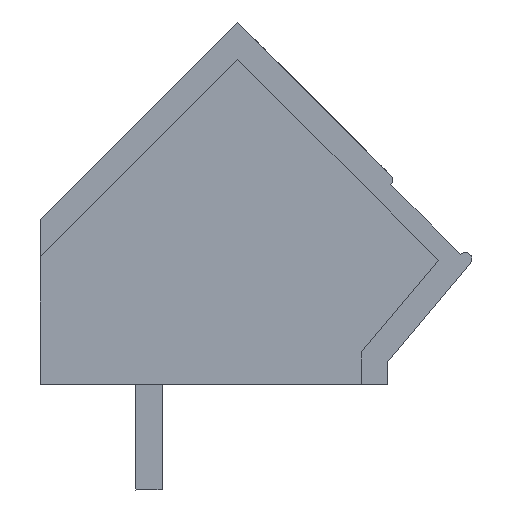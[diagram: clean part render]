
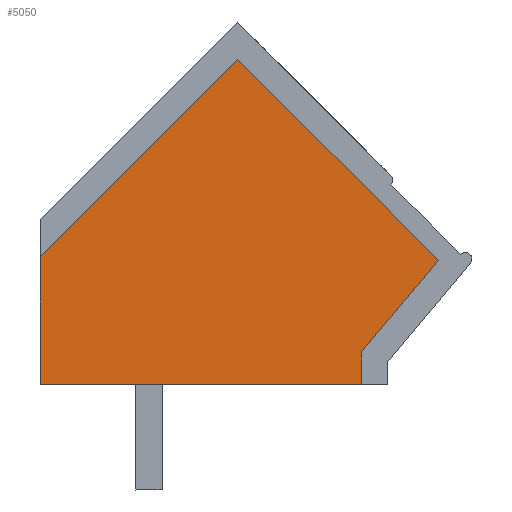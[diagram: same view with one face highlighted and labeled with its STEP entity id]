
A CAD part, left-side view. The second image highlights one B-rep face of the part: STEP entity #5050.
In plain terms, the highlighted planar face has unit normal (-1, 0, 0).
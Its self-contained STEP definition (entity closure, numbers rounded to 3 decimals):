
#5040=AXIS2_PLACEMENT_3D('Plane Axis2P3D',#5037,#5038,#5039) ;
#608=CARTESIAN_POINT('Vertex',(0.3,3.346,3.2)) ;
#611=CARTESIAN_POINT('Line Origine',(0.3,8.223,3.2)) ;
#615=CARTESIAN_POINT('Vertex',(0.3,13.1,3.2)) ;
#2410=CARTESIAN_POINT('Line Origine',(0.3,13.1,5.139)) ;
#2414=CARTESIAN_POINT('Vertex',(0.3,13.1,7.078)) ;
#2492=CARTESIAN_POINT('Line Origine',(0.3,10.105,10.073)) ;
#2496=CARTESIAN_POINT('Vertex',(0.3,7.11,13.069)) ;
#2517=CARTESIAN_POINT('Line Origine',(0.3,4.061,10.02)) ;
#2521=CARTESIAN_POINT('Vertex',(0.3,1.013,6.972)) ;
#2542=CARTESIAN_POINT('Line Origine',(0.3,2.18,5.582)) ;
#2546=CARTESIAN_POINT('Vertex',(0.3,3.346,4.191)) ;
#2567=CARTESIAN_POINT('Line Origine',(0.3,3.346,3.696)) ;
#5037=CARTESIAN_POINT('Axis2P3D Location',(0.3,4.168,11.258)) ;
#612=DIRECTION('Vector Direction',(0.,-1.,0.)) ;
#2411=DIRECTION('Vector Direction',(0.,0.,-1.)) ;
#2493=DIRECTION('Vector Direction',(0.,-0.707,0.707)) ;
#2518=DIRECTION('Vector Direction',(0.,-0.707,-0.707)) ;
#2543=DIRECTION('Vector Direction',(0.,0.643,-0.766)) ;
#2568=DIRECTION('Vector Direction',(0.,0.,-1.)) ;
#5038=DIRECTION('Axis2P3D Direction',(-1.,-0.,0.)) ;
#5039=DIRECTION('Axis2P3D XDirection',(0.,-0.707,-0.707)) ;
#613=VECTOR('Line Direction',#612,1.) ;
#2412=VECTOR('Line Direction',#2411,1.) ;
#2494=VECTOR('Line Direction',#2493,1.) ;
#2519=VECTOR('Line Direction',#2518,1.) ;
#2544=VECTOR('Line Direction',#2543,1.) ;
#2569=VECTOR('Line Direction',#2568,1.) ;
#5043=ORIENTED_EDGE('',*,*,#2498,.F.) ;
#5044=ORIENTED_EDGE('',*,*,#2416,.T.) ;
#5045=ORIENTED_EDGE('',*,*,#617,.T.) ;
#5046=ORIENTED_EDGE('',*,*,#2571,.F.) ;
#5047=ORIENTED_EDGE('',*,*,#2548,.F.) ;
#5048=ORIENTED_EDGE('',*,*,#2523,.F.) ;
#5050=ADVANCED_FACE('HOUSING',(#5049),#5041,.T.) ;
#617=EDGE_CURVE('',#616,#609,#614,.T.) ;
#2416=EDGE_CURVE('',#2415,#616,#2413,.T.) ;
#2498=EDGE_CURVE('',#2415,#2497,#2495,.T.) ;
#2523=EDGE_CURVE('',#2497,#2522,#2520,.T.) ;
#2548=EDGE_CURVE('',#2522,#2547,#2545,.T.) ;
#2571=EDGE_CURVE('',#2547,#609,#2570,.T.) ;
#5042=EDGE_LOOP('',(#5043,#5044,#5045,#5046,#5047,#5048)) ;
#5049=FACE_OUTER_BOUND('',#5042,.T.) ;
#614=LINE('Line',#611,#613) ;
#2413=LINE('Line',#2410,#2412) ;
#2495=LINE('Line',#2492,#2494) ;
#2520=LINE('Line',#2517,#2519) ;
#2545=LINE('Line',#2542,#2544) ;
#2570=LINE('Line',#2567,#2569) ;
#5041=PLANE('',#5040) ;
#609=VERTEX_POINT('',#608) ;
#616=VERTEX_POINT('',#615) ;
#2415=VERTEX_POINT('',#2414) ;
#2497=VERTEX_POINT('',#2496) ;
#2522=VERTEX_POINT('',#2521) ;
#2547=VERTEX_POINT('',#2546) ;
